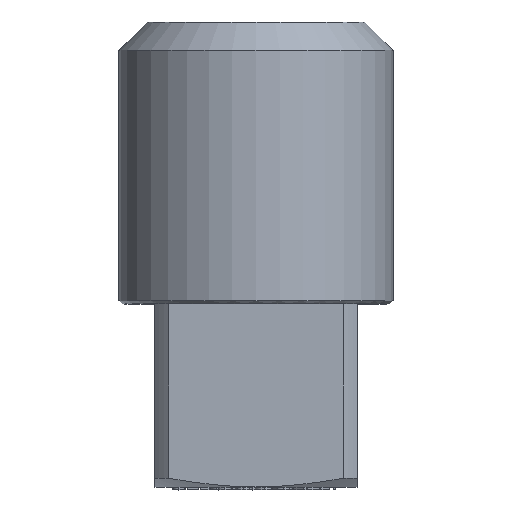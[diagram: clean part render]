
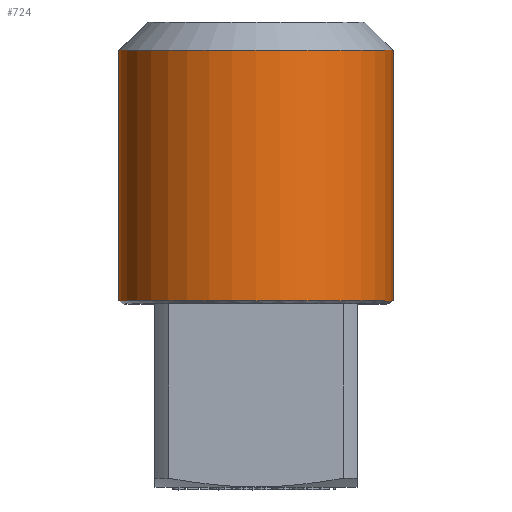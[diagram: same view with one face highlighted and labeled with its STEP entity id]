
A CAD part, top view. The second image highlights one B-rep face of the part: STEP entity #724.
In plain terms, the highlighted cylindrical face has radius 4.864 mm (diameter 9.728 mm), a full revolution.
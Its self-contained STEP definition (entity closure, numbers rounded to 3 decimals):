
#724 = ADVANCED_FACE ( 'NONE', ( #3821, #3822 ), #3827, .T. ) ;
#872 = CIRCLE ( 'NONE', #10628, 4.864 ) ;
#1008 = CARTESIAN_POINT ( 'NONE',  ( 4.864, 6.614, 0. ) ) ;
#1029 = CARTESIAN_POINT ( 'NONE',  ( 4.864, 15.5, 0. ) ) ;
#1468 = VERTEX_POINT ( 'NONE', #1008 ) ;
#1494 = CARTESIAN_POINT ( 'NONE',  ( 0., 15.5, 0. ) ) ;
#1495 = DIRECTION ( 'NONE',  ( 0., -1., 0. ) ) ;
#1497 = DIRECTION ( 'NONE',  ( 1., 0., 0. ) ) ;
#1707 = VERTEX_POINT ( 'NONE', #1029 ) ;
#3821 = FACE_OUTER_BOUND ( 'NONE', #5706, .T. ) ;
#3822 = FACE_OUTER_BOUND ( 'NONE', #5648, .T. ) ;
#3827 = CYLINDRICAL_SURFACE ( 'NONE', #5006, 4.864 ) ;
#4061 = CIRCLE ( 'NONE', #5016, 4.864 ) ;
#4577 = EDGE_CURVE ( 'NONE', #1468, #1468, #4061, .T. ) ;
#4939 = EDGE_CURVE ( 'NONE', #1707, #1707, #872, .T. ) ;
#5006 = AXIS2_PLACEMENT_3D ( 'NONE', #9016, #9013, #8941 ) ;
#5016 = AXIS2_PLACEMENT_3D ( 'NONE', #8523, #8520, #8519 ) ;
#5648 = EDGE_LOOP ( 'NONE', ( #11970 ) ) ;
#5706 = EDGE_LOOP ( 'NONE', ( #11766 ) ) ;
#8519 = DIRECTION ( 'NONE',  ( 1., 0., 0. ) ) ;
#8520 = DIRECTION ( 'NONE',  ( 0., 1., 0. ) ) ;
#8523 = CARTESIAN_POINT ( 'NONE',  ( 0., 6.614, 0. ) ) ;
#8941 = DIRECTION ( 'NONE',  ( 1., 0., 0. ) ) ;
#9013 = DIRECTION ( 'NONE',  ( 0., 1., 0. ) ) ;
#9016 = CARTESIAN_POINT ( 'NONE',  ( 0., 6.5, 0. ) ) ;
#10628 = AXIS2_PLACEMENT_3D ( 'NONE', #1494, #1495, #1497 ) ;
#11766 = ORIENTED_EDGE ( 'NONE', *, *, #4577, .T. ) ;
#11970 = ORIENTED_EDGE ( 'NONE', *, *, #4939, .T. ) ;
